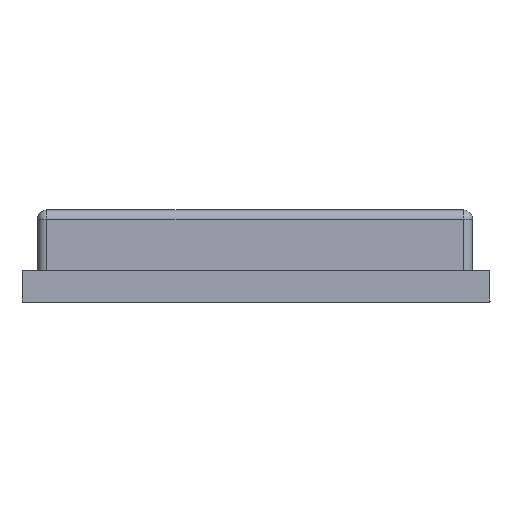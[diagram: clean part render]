
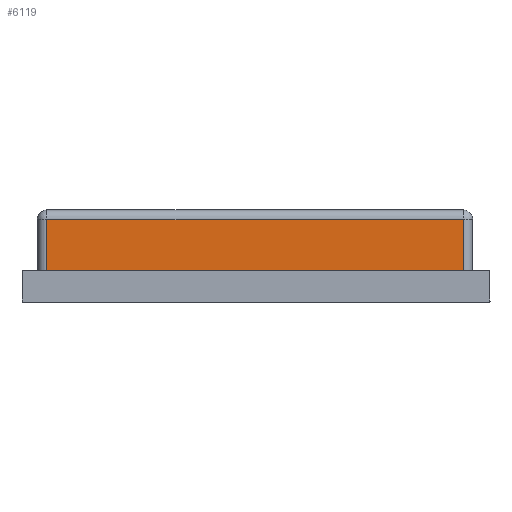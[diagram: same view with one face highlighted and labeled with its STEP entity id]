
A CAD part, front view. The second image highlights one B-rep face of the part: STEP entity #6119.
In plain terms, the highlighted planar face has unit normal (0, -1, 0).
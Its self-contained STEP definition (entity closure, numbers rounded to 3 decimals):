
#154=PLANE('',#6497);
#452=FACE_OUTER_BOUND('',#763,.T.);
#763=EDGE_LOOP('',(#4995,#4996,#4997,#4998));
#1328=LINE('',#9094,#2144);
#1332=LINE('',#9153,#2148);
#1333=LINE('',#9155,#2149);
#1334=LINE('',#9156,#2150);
#2144=VECTOR('',#7383,1000.);
#2148=VECTOR('',#7483,1000.);
#2149=VECTOR('',#7484,1000.);
#2150=VECTOR('',#7485,1000.);
#2927=VERTEX_POINT('',#9092);
#2928=VERTEX_POINT('',#9093);
#2935=VERTEX_POINT('',#9152);
#2936=VERTEX_POINT('',#9154);
#3650=EDGE_CURVE('',#2927,#2928,#1328,.T.);
#3668=EDGE_CURVE('',#2935,#2928,#1332,.T.);
#3669=EDGE_CURVE('',#2927,#2936,#1333,.T.);
#3670=EDGE_CURVE('',#2936,#2935,#1334,.T.);
#4995=ORIENTED_EDGE('',*,*,#3668,.T.);
#4996=ORIENTED_EDGE('',*,*,#3650,.F.);
#4997=ORIENTED_EDGE('',*,*,#3669,.T.);
#4998=ORIENTED_EDGE('',*,*,#3670,.T.);
#6119=ADVANCED_FACE('',(#452),#154,.T.);
#6497=AXIS2_PLACEMENT_3D('',#9151,#7481,#7482);
#7383=DIRECTION('',(-1.,0.,0.));
#7481=DIRECTION('center_axis',(0.,-1.,0.));
#7482=DIRECTION('ref_axis',(1.,0.,0.));
#7483=DIRECTION('',(0.,0.,-1.));
#7484=DIRECTION('',(0.,0.,1.));
#7485=DIRECTION('',(-1.,0.,0.));
#9092=CARTESIAN_POINT('',(5.4,-7.5,0.82));
#9093=CARTESIAN_POINT('',(-5.45,-7.5,0.82));
#9094=CARTESIAN_POINT('',(0.,-7.5,0.82));
#9151=CARTESIAN_POINT('Origin',(-5.667,-7.5,0.793));
#9152=CARTESIAN_POINT('',(-5.45,-7.5,2.15));
#9153=CARTESIAN_POINT('',(-5.45,-7.5,1.485));
#9154=CARTESIAN_POINT('',(5.4,-7.5,2.15));
#9155=CARTESIAN_POINT('',(5.4,-7.5,1.485));
#9156=CARTESIAN_POINT('',(-0.025,-7.5,2.15));
